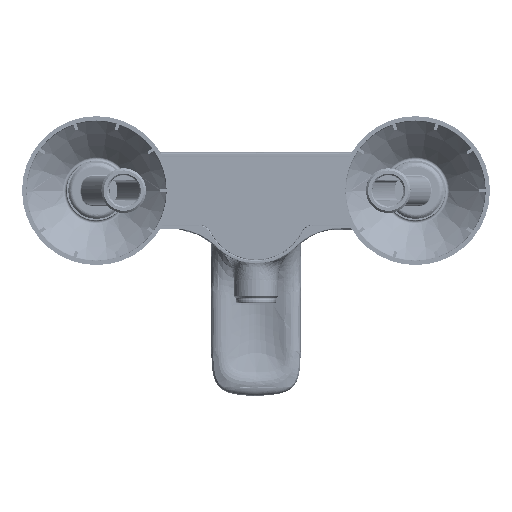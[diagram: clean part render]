
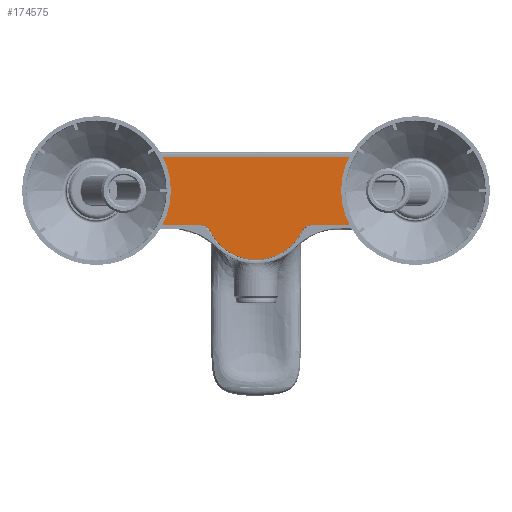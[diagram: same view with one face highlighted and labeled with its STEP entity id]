
A CAD part, left-side view. The second image highlights one B-rep face of the part: STEP entity #174575.
In plain terms, the highlighted face is planar.
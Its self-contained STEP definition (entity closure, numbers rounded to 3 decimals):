
#172358=CARTESIAN_POINT('',(0.,0.,-8.5));
#172359=DIRECTION('',(0.,-1.,0.));
#172360=DIRECTION('',(-0.892,0.,-0.452));
#172361=AXIS2_PLACEMENT_3D('',#172358,#172359,#172360);
#172363=CARTESIAN_POINT('',(-26.865,0.,-22.12));
#172364=DIRECTION('',(0.,1.,0.));
#172365=DIRECTION('',(0.,0.,1.));
#172366=AXIS2_PLACEMENT_3D('',#172363,#172364,#172365);
#172368=CARTESIAN_POINT('',(-75.,0.,0.));
#172369=DIRECTION('',(0.,-1.,0.));
#172370=DIRECTION('',(0.,0.,1.));
#172371=AXIS2_PLACEMENT_3D('',#172368,#172369,#172370);
#172373=CARTESIAN_POINT('',(75.,0.,0.));
#172374=DIRECTION('',(0.,-1.,0.));
#172375=DIRECTION('',(0.,0.,-1.));
#172376=AXIS2_PLACEMENT_3D('',#172373,#172374,#172375);
#172378=CARTESIAN_POINT('',(26.865,0.,-22.12));
#172379=DIRECTION('',(0.,1.,0.));
#172380=DIRECTION('',(-0.892,0.,0.452));
#172381=AXIS2_PLACEMENT_3D('',#172378,#172379,#172380);
#172383=CARTESIAN_POINT('',(0.,0.,-8.5));
#172384=DIRECTION('',(0.,-1.,0.));
#172385=DIRECTION('',(0.,0.,-1.));
#172386=AXIS2_PLACEMENT_3D('',#172383,#172384,#172385);
#172388=CARTESIAN_POINT('',(-75.,0.,0.));
#172389=DIRECTION('',(0.,1.,0.));
#172390=DIRECTION('',(0.,0.,1.));
#172391=AXIS2_PLACEMENT_3D('',#172388,#172389,#172390);
#172393=CARTESIAN_POINT('',(-75.,0.,0.));
#172394=DIRECTION('',(0.,1.,0.));
#172395=DIRECTION('',(0.,0.,-1.));
#172396=AXIS2_PLACEMENT_3D('',#172393,#172394,#172395);
#172398=CARTESIAN_POINT('',(75.,0.,0.));
#172399=DIRECTION('',(0.,1.,0.));
#172400=DIRECTION('',(0.,0.,1.));
#172401=AXIS2_PLACEMENT_3D('',#172398,#172399,#172400);
#172403=CARTESIAN_POINT('',(75.,0.,0.));
#172404=DIRECTION('',(0.,1.,0.));
#172405=DIRECTION('',(0.,0.,-1.));
#172406=AXIS2_PLACEMENT_3D('',#172403,#172404,#172405);
#172433=DIRECTION('',(-1.,0.,0.));
#172434=VECTOR('',#172433,48.135);
#172435=CARTESIAN_POINT('',(-26.865,0.,-15.904));
#172436=LINE('',#172435,#172434);
#172460=DIRECTION('',(1.,0.,0.));
#172461=VECTOR('',#172460,150.);
#172462=CARTESIAN_POINT('',(-75.,0.,15.904));
#172463=LINE('',#172462,#172461);
#172527=DIRECTION('',(-1.,0.,0.));
#172528=VECTOR('',#172527,48.135);
#172529=CARTESIAN_POINT('',(75.,0.,-15.904));
#172530=LINE('',#172529,#172528);
#172694=CARTESIAN_POINT('',(-21.321,0.,-19.309));
#172695=CARTESIAN_POINT('',(0.,0.,-32.404));
#172696=VERTEX_POINT('',#172694);
#172697=VERTEX_POINT('',#172695);
#172698=CARTESIAN_POINT('',(21.321,0.,-19.309));
#172699=VERTEX_POINT('',#172698);
#172700=CARTESIAN_POINT('',(26.865,0.,-15.904));
#172701=VERTEX_POINT('',#172700);
#172702=CARTESIAN_POINT('',(75.,0.,-15.904));
#172703=VERTEX_POINT('',#172702);
#172704=CARTESIAN_POINT('',(75.,0.,15.904));
#172705=VERTEX_POINT('',#172704);
#172706=CARTESIAN_POINT('',(-75.,0.,15.904));
#172707=VERTEX_POINT('',#172706);
#172708=CARTESIAN_POINT('',(-75.,0.,-15.904));
#172709=VERTEX_POINT('',#172708);
#172710=CARTESIAN_POINT('',(-26.865,0.,-15.904));
#172711=VERTEX_POINT('',#172710);
#172858=CARTESIAN_POINT('',(75.,0.,-9.813));
#172859=VERTEX_POINT('',#172858);
#172860=CARTESIAN_POINT('',(75.,0.,9.813));
#172861=VERTEX_POINT('',#172860);
#172866=CARTESIAN_POINT('',(-75.,0.,-9.813));
#172867=VERTEX_POINT('',#172866);
#172868=CARTESIAN_POINT('',(-75.,0.,9.813));
#172869=VERTEX_POINT('',#172868);
#174539=CARTESIAN_POINT('',(-75.,0.,0.));
#174540=DIRECTION('',(0.,1.,0.));
#174541=DIRECTION('',(0.,0.,1.));
#174542=AXIS2_PLACEMENT_3D('',#174539,#174540,#174541);
#174543=PLANE('',#174542);
#174545=ORIENTED_EDGE('',*,*,#174544,.F.);
#174547=ORIENTED_EDGE('',*,*,#174546,.F.);
#174549=ORIENTED_EDGE('',*,*,#174548,.T.);
#174551=ORIENTED_EDGE('',*,*,#174550,.F.);
#174553=ORIENTED_EDGE('',*,*,#174552,.T.);
#174555=ORIENTED_EDGE('',*,*,#174554,.F.);
#174557=ORIENTED_EDGE('',*,*,#174556,.T.);
#174559=ORIENTED_EDGE('',*,*,#174558,.F.);
#174561=ORIENTED_EDGE('',*,*,#174560,.F.);
#174562=EDGE_LOOP('',(#174545,#174547,#174549,#174551,#174553,#174555,#174557,
#174559,#174561));
#174563=FACE_OUTER_BOUND('',#174562,.F.);
#174565=ORIENTED_EDGE('',*,*,#174564,.F.);
#174567=ORIENTED_EDGE('',*,*,#174566,.F.);
#174568=EDGE_LOOP('',(#174565,#174567));
#174569=FACE_BOUND('',#174568,.F.);
#174570=ORIENTED_EDGE('',*,*,#174529,.F.);
#174572=ORIENTED_EDGE('',*,*,#174571,.F.);
#174573=EDGE_LOOP('',(#174570,#174572));
#174574=FACE_BOUND('',#174573,.F.);
#174575=ADVANCED_FACE('',(#174563,#174569,#174574),#174543,.F.);
#172362=CIRCLE('',#172361,23.904);
#172367=CIRCLE('',#172366,6.216);
#172372=CIRCLE('',#172371,15.904);
#172377=CIRCLE('',#172376,15.904);
#172382=CIRCLE('',#172381,6.216);
#172387=CIRCLE('',#172386,23.904);
#172392=CIRCLE('',#172391,9.813);
#172397=CIRCLE('',#172396,9.813);
#172402=CIRCLE('',#172401,9.813);
#172407=CIRCLE('',#172406,9.813);
#174529=EDGE_CURVE('',#172861,#172859,#172402,.T.);
#174544=EDGE_CURVE('',#172696,#172697,#172362,.T.);
#174546=EDGE_CURVE('',#172711,#172696,#172367,.T.);
#174548=EDGE_CURVE('',#172711,#172709,#172436,.T.);
#174550=EDGE_CURVE('',#172707,#172709,#172372,.T.);
#174552=EDGE_CURVE('',#172707,#172705,#172463,.T.);
#174554=EDGE_CURVE('',#172703,#172705,#172377,.T.);
#174556=EDGE_CURVE('',#172703,#172701,#172530,.T.);
#174558=EDGE_CURVE('',#172699,#172701,#172382,.T.);
#174560=EDGE_CURVE('',#172697,#172699,#172387,.T.);
#174564=EDGE_CURVE('',#172869,#172867,#172392,.T.);
#174566=EDGE_CURVE('',#172867,#172869,#172397,.T.);
#174571=EDGE_CURVE('',#172859,#172861,#172407,.T.);
